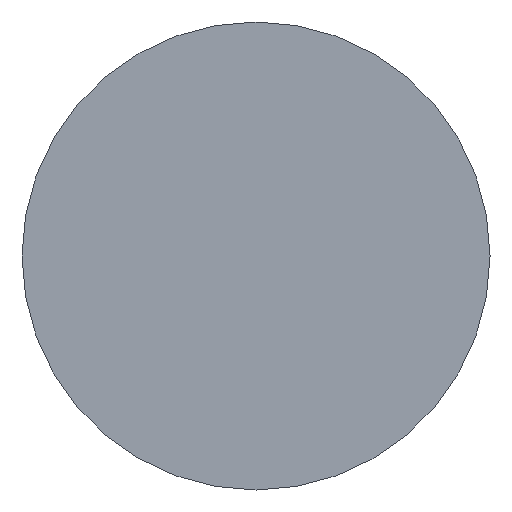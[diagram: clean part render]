
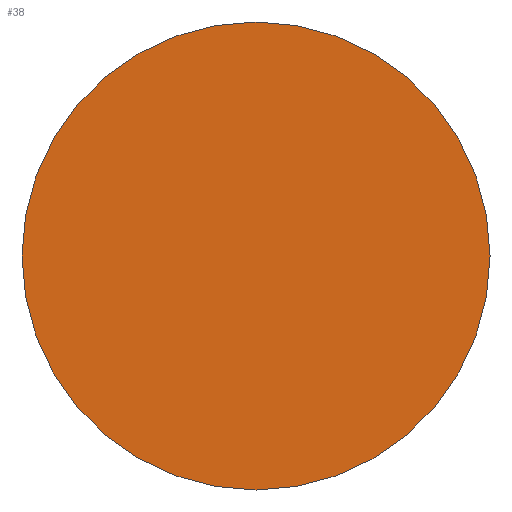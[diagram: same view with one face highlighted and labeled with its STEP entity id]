
A CAD part, left-side view. The second image highlights one B-rep face of the part: STEP entity #38.
In plain terms, the highlighted planar face has unit normal (-1, 0, 0).
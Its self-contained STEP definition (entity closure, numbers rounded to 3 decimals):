
#38=ADVANCED_FACE('',(#43),#41,.T.);
#41=PLANE('',#93);
#43=FACE_OUTER_BOUND('',#45,.T.);
#45=EDGE_LOOP('',(#49));
#49=ORIENTED_EDGE('',*,*,#55,.F.);
#53=VERTEX_POINT('',#123);
#55=EDGE_CURVE('',#53,#53,#57,.T.);
#57=CIRCLE('',#92,4.85);
#92=AXIS2_PLACEMENT_3D('',#122,#105,#106);
#93=AXIS2_PLACEMENT_3D('',#124,#107,#108);
#105=DIRECTION('',(1.,0.,0.));
#106=DIRECTION('',(0.,0.,1.));
#107=DIRECTION('',(-1.,0.,0.));
#108=DIRECTION('',(0.,0.,1.));
#122=CARTESIAN_POINT('',(-3.,0.,0.));
#123=CARTESIAN_POINT('',(-3.,0.,4.85));
#124=CARTESIAN_POINT('',(-3.,0.,0.));
